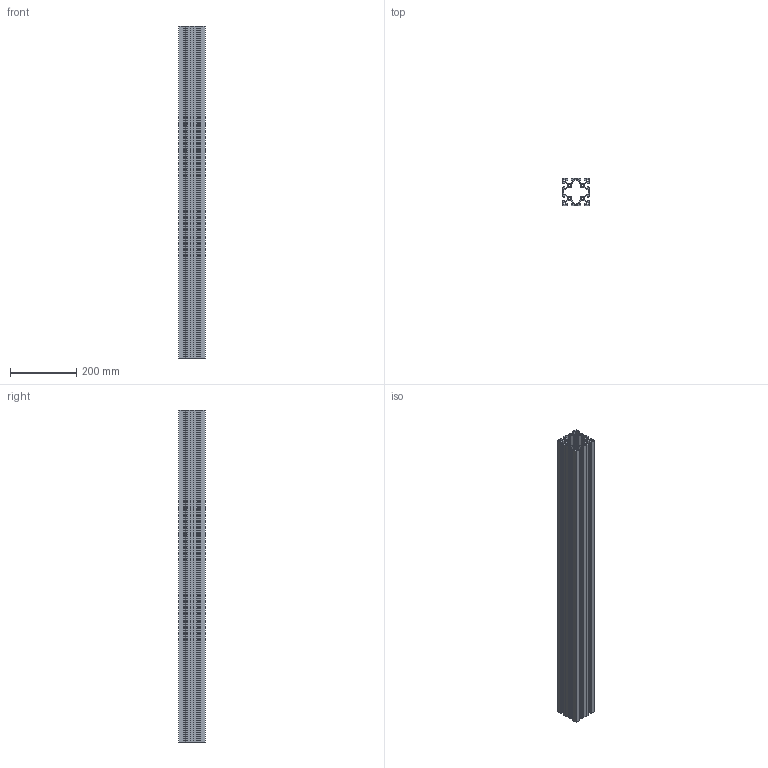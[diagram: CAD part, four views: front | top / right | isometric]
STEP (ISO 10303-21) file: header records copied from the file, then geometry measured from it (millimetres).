
FILE_DESCRIPTION((''),'2;1');
FILE_NAME('10023_AL_PROFIL_80X80','2022-09-16T13:30:14',('PredragRovcanin'),('Audax d.o.o.'),'CREO PARAMETRIC BY PTC INC, 2020281','CREO PARAMETRIC BY PTC INC, 2020281','');
FILE_SCHEMA(('AUTOMOTIVE_DESIGN { 1 0 10303 214 1 1 1 1 }'));
Length unit declared in the file: millimetre
Products named in the file (1): 10023_AL_PROFIL_80X80
Bounding box: 80 x 80 x 1000 mm (x, y, z)
Volume: 1461311 mm3; surface area: 1160887.8 mm2
Topology: 1 solids, 1 shells, 294 faces, 879 edges, 590 vertices
Faces by surface type: plane 258, cylinder 36
Entity records: 12929 total; most frequent: CARTESIAN_POINT 1760, ORIENTED_EDGE 1752, DIRECTION 1541, PRESENTATION_STYLE_ASSIGNMENT 881, STYLED_ITEM 881, CURVE_STYLE 880, EDGE_CURVE 876, VECTOR 807
